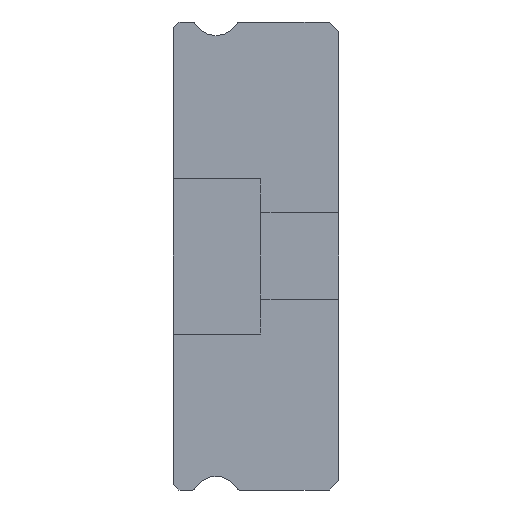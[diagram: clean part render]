
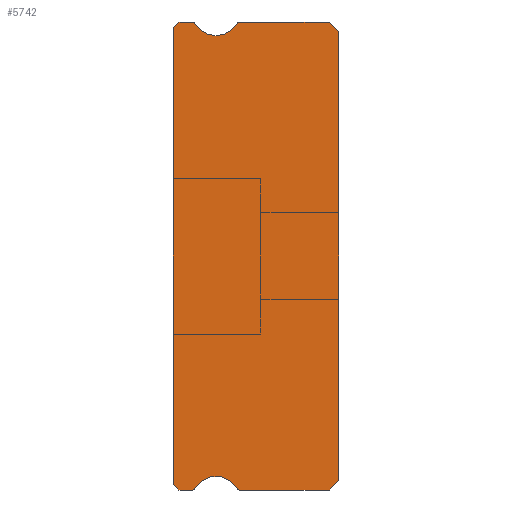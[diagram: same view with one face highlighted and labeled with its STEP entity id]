
A CAD part, left-side view. The second image highlights one B-rep face of the part: STEP entity #5742.
In plain terms, the highlighted planar face has unit normal (-1, 0, 0).
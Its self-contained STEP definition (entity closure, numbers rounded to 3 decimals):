
#6 = EDGE_CURVE ( 'NONE', #2217, #6375, #3576, .T. ) ;
#8 = VERTEX_POINT ( 'NONE', #3088 ) ;
#33 = ORIENTED_EDGE ( 'NONE', *, *, #4820, .F. ) ;
#119 = CARTESIAN_POINT ( 'NONE',  ( -5., 8.2, 12. ) ) ;
#133 = DIRECTION ( 'NONE',  ( 0., 0., 1. ) ) ;
#161 = CARTESIAN_POINT ( 'NONE',  ( -5., 6.3, 12.55 ) ) ;
#199 = CARTESIAN_POINT ( 'NONE',  ( -5., 0., 11.5 ) ) ;
#249 = ORIENTED_EDGE ( 'NONE', *, *, #1042, .F. ) ;
#252 = EDGE_CURVE ( 'NONE', #4377, #1179, #5502, .T. ) ;
#275 = CARTESIAN_POINT ( 'NONE',  ( -5., 0.5, 12. ) ) ;
#276 = VERTEX_POINT ( 'NONE', #2920 ) ;
#416 = CARTESIAN_POINT ( 'NONE',  ( -5., 0.5, 12. ) ) ;
#435 = FACE_OUTER_BOUND ( 'NONE', #1274, .T. ) ;
#462 = CIRCLE ( 'NONE', #4329, 0.15 ) ;
#562 = VERTEX_POINT ( 'NONE', #6313 ) ;
#603 = ORIENTED_EDGE ( 'NONE', *, *, #6, .T. ) ;
#651 = DIRECTION ( 'NONE',  ( 0., 1., 0. ) ) ;
#684 = VERTEX_POINT ( 'NONE', #1794 ) ;
#750 = ORIENTED_EDGE ( 'NONE', *, *, #4268, .T. ) ;
#873 = AXIS2_PLACEMENT_3D ( 'NONE', #2227, #2081, #1187 ) ;
#927 = EDGE_CURVE ( 'NONE', #276, #8, #3300, .T. ) ;
#1042 = EDGE_CURVE ( 'NONE', #684, #4779, #4264, .T. ) ;
#1145 = ORIENTED_EDGE ( 'NONE', *, *, #2716, .T. ) ;
#1179 = VERTEX_POINT ( 'NONE', #4085 ) ;
#1187 = DIRECTION ( 'NONE',  ( 0., 0., -1. ) ) ;
#1189 = DIRECTION ( 'NONE',  ( 0., 0., -1. ) ) ;
#1205 = VERTEX_POINT ( 'NONE', #4153 ) ;
#1274 = EDGE_LOOP ( 'NONE', ( #2138, #1145, #603, #2634, #249, #6763, #33, #4624, #750, #4333, #5498, #6616, #3327, #3478, #6625, #6225, #5638 ) ) ;
#1295 = CARTESIAN_POINT ( 'NONE',  ( -5., 7.383, 11.925 ) ) ;
#1468 = VECTOR ( 'NONE', #133, 1000. ) ;
#1567 = EDGE_CURVE ( 'NONE', #3921, #3436, #6205, .T. ) ;
#1627 = CARTESIAN_POINT ( 'NONE',  ( -5., 5.088, -11.85 ) ) ;
#1672 = VECTOR ( 'NONE', #6129, 1000. ) ;
#1788 = CARTESIAN_POINT ( 'NONE',  ( -5., 7.512, -12. ) ) ;
#1794 = CARTESIAN_POINT ( 'NONE',  ( -5., 5.217, -11.925 ) ) ;
#1801 = CARTESIAN_POINT ( 'NONE',  ( -5., 7.512, 11.85 ) ) ;
#1873 = CARTESIAN_POINT ( 'NONE',  ( -5., 8.5, 11.7 ) ) ;
#2079 = CIRCLE ( 'NONE', #4741, 0.15 ) ;
#2081 = DIRECTION ( 'NONE',  ( -1., 0., 0. ) ) ;
#2088 = CARTESIAN_POINT ( 'NONE',  ( -5., 0., -11.5 ) ) ;
#2138 = ORIENTED_EDGE ( 'NONE', *, *, #6224, .F. ) ;
#2146 = VERTEX_POINT ( 'NONE', #4586 ) ;
#2208 = DIRECTION ( 'NONE',  ( 0., -1., 0. ) ) ;
#2217 = VERTEX_POINT ( 'NONE', #3867 ) ;
#2227 = CARTESIAN_POINT ( 'NONE',  ( -5., 6.3, 12.55 ) ) ;
#2252 = AXIS2_PLACEMENT_3D ( 'NONE', #5183, #3048, #4156 ) ;
#2267 = EDGE_CURVE ( 'NONE', #5643, #276, #6477, .T. ) ;
#2270 = DIRECTION ( 'NONE',  ( -1., 0., 0. ) ) ;
#2294 = CARTESIAN_POINT ( 'NONE',  ( -5., 8.2, -12. ) ) ;
#2367 = DIRECTION ( 'NONE',  ( -1., 0., 0. ) ) ;
#2538 = PLANE ( 'NONE',  #3453 ) ;
#2540 = CARTESIAN_POINT ( 'NONE',  ( -5., 7.512, 12. ) ) ;
#2567 = DIRECTION ( 'NONE',  ( 0., 1., 0. ) ) ;
#2634 = ORIENTED_EDGE ( 'NONE', *, *, #5101, .F. ) ;
#2649 = DIRECTION ( 'NONE',  ( 0., 0., -1. ) ) ;
#2713 = CARTESIAN_POINT ( 'NONE',  ( -5., 5.088, 11.85 ) ) ;
#2716 = EDGE_CURVE ( 'NONE', #1205, #2217, #3885, .T. ) ;
#2725 = CARTESIAN_POINT ( 'NONE',  ( -5., 7.512, 12. ) ) ;
#2920 = CARTESIAN_POINT ( 'NONE',  ( -5., 6.3, 11.3 ) ) ;
#3036 = DIRECTION ( 'NONE',  ( 0., -0.707, -0.707 ) ) ;
#3048 = DIRECTION ( 'NONE',  ( 1., 0., 0. ) ) ;
#3083 = CARTESIAN_POINT ( 'NONE',  ( -5., 8.2, 12. ) ) ;
#3088 = CARTESIAN_POINT ( 'NONE',  ( -5., 5.217, 11.925 ) ) ;
#3126 = VECTOR ( 'NONE', #2567, 1000. ) ;
#3300 = CIRCLE ( 'NONE', #873, 1.25 ) ;
#3327 = ORIENTED_EDGE ( 'NONE', *, *, #927, .F. ) ;
#3371 = VECTOR ( 'NONE', #3645, 1000. ) ;
#3389 = DIRECTION ( 'NONE',  ( 0., 0., 1. ) ) ;
#3421 = VERTEX_POINT ( 'NONE', #119 ) ;
#3436 = VERTEX_POINT ( 'NONE', #4344 ) ;
#3442 = CARTESIAN_POINT ( 'NONE',  ( -5., 6.3, -12.55 ) ) ;
#3453 = AXIS2_PLACEMENT_3D ( 'NONE', #4649, #6784, #6752 ) ;
#3478 = ORIENTED_EDGE ( 'NONE', *, *, #2267, .F. ) ;
#3576 = LINE ( 'NONE', #4127, #3371 ) ;
#3645 = DIRECTION ( 'NONE',  ( 0., -1., 0. ) ) ;
#3677 = DIRECTION ( 'NONE',  ( 1., 0., 0. ) ) ;
#3700 = VECTOR ( 'NONE', #6055, 1000. ) ;
#3814 = DIRECTION ( 'NONE',  ( 0., 0., -1. ) ) ;
#3817 = CARTESIAN_POINT ( 'NONE',  ( -5., 0., -11.5 ) ) ;
#3867 = CARTESIAN_POINT ( 'NONE',  ( -5., 8.2, -12. ) ) ;
#3885 = LINE ( 'NONE', #2294, #5936 ) ;
#3916 = DIRECTION ( 'NONE',  ( 1., 0., 0. ) ) ;
#3921 = VERTEX_POINT ( 'NONE', #275 ) ;
#4029 = CARTESIAN_POINT ( 'NONE',  ( -5., 8.5, 11.7 ) ) ;
#4055 = LINE ( 'NONE', #3083, #3126 ) ;
#4085 = CARTESIAN_POINT ( 'NONE',  ( -5., 0.5, -12. ) ) ;
#4127 = CARTESIAN_POINT ( 'NONE',  ( -5., 7.512, -12. ) ) ;
#4153 = CARTESIAN_POINT ( 'NONE',  ( -5., 8.5, -11.7 ) ) ;
#4156 = DIRECTION ( 'NONE',  ( 0., 0., -1. ) ) ;
#4199 = CARTESIAN_POINT ( 'NONE',  ( -5., 7.383, -11.925 ) ) ;
#4216 = CIRCLE ( 'NONE', #5860, 0.15 ) ;
#4264 = CIRCLE ( 'NONE', #4490, 1.25 ) ;
#4268 = EDGE_CURVE ( 'NONE', #4377, #3436, #5558, .T. ) ;
#4284 = LINE ( 'NONE', #2725, #5427 ) ;
#4323 = LINE ( 'NONE', #6414, #1468 ) ;
#4329 = AXIS2_PLACEMENT_3D ( 'NONE', #1627, #3677, #5355 ) ;
#4333 = ORIENTED_EDGE ( 'NONE', *, *, #1567, .F. ) ;
#4344 = CARTESIAN_POINT ( 'NONE',  ( -5., 0., 11.5 ) ) ;
#4377 = VERTEX_POINT ( 'NONE', #2088 ) ;
#4485 = LINE ( 'NONE', #4029, #1672 ) ;
#4490 = AXIS2_PLACEMENT_3D ( 'NONE', #3442, #2367, #6506 ) ;
#4506 = AXIS2_PLACEMENT_3D ( 'NONE', #161, #2270, #2649 ) ;
#4570 = CIRCLE ( 'NONE', #2252, 0.15 ) ;
#4586 = CARTESIAN_POINT ( 'NONE',  ( -5., 5.088, 12. ) ) ;
#4624 = ORIENTED_EDGE ( 'NONE', *, *, #252, .F. ) ;
#4649 = CARTESIAN_POINT ( 'NONE',  ( -5., 7.512, 11.85 ) ) ;
#4675 = VERTEX_POINT ( 'NONE', #2540 ) ;
#4741 = AXIS2_PLACEMENT_3D ( 'NONE', #2713, #6823, #1189 ) ;
#4779 = VERTEX_POINT ( 'NONE', #4199 ) ;
#4784 = EDGE_CURVE ( 'NONE', #8, #2146, #2079, .T. ) ;
#4820 = EDGE_CURVE ( 'NONE', #1179, #562, #5365, .T. ) ;
#4945 = VERTEX_POINT ( 'NONE', #1873 ) ;
#5101 = EDGE_CURVE ( 'NONE', #4779, #6375, #4570, .T. ) ;
#5103 = EDGE_CURVE ( 'NONE', #4675, #3421, #4055, .T. ) ;
#5183 = CARTESIAN_POINT ( 'NONE',  ( -5., 7.512, -11.85 ) ) ;
#5227 = EDGE_CURVE ( 'NONE', #562, #684, #462, .T. ) ;
#5355 = DIRECTION ( 'NONE',  ( 0., 0., -1. ) ) ;
#5365 = LINE ( 'NONE', #6329, #6610 ) ;
#5399 = EDGE_CURVE ( 'NONE', #4675, #5643, #4216, .T. ) ;
#5426 = DIRECTION ( 'NONE',  ( 0., -0.707, -0.707 ) ) ;
#5427 = VECTOR ( 'NONE', #2208, 1000. ) ;
#5471 = EDGE_CURVE ( 'NONE', #2146, #3921, #4284, .T. ) ;
#5498 = ORIENTED_EDGE ( 'NONE', *, *, #5471, .F. ) ;
#5502 = LINE ( 'NONE', #3817, #3700 ) ;
#5558 = LINE ( 'NONE', #199, #6744 ) ;
#5578 = EDGE_CURVE ( 'NONE', #3421, #4945, #4485, .T. ) ;
#5638 = ORIENTED_EDGE ( 'NONE', *, *, #5578, .T. ) ;
#5643 = VERTEX_POINT ( 'NONE', #1295 ) ;
#5694 = VECTOR ( 'NONE', #3036, 1000. ) ;
#5742 = ADVANCED_FACE ( 'NONE', ( #435 ), #2538, .F. ) ;
#5860 = AXIS2_PLACEMENT_3D ( 'NONE', #1801, #3916, #3814 ) ;
#5936 = VECTOR ( 'NONE', #5426, 1000. ) ;
#6055 = DIRECTION ( 'NONE',  ( 0., 0.707, -0.707 ) ) ;
#6129 = DIRECTION ( 'NONE',  ( 0., 0.707, -0.707 ) ) ;
#6205 = LINE ( 'NONE', #416, #5694 ) ;
#6224 = EDGE_CURVE ( 'NONE', #1205, #4945, #4323, .T. ) ;
#6225 = ORIENTED_EDGE ( 'NONE', *, *, #5103, .T. ) ;
#6313 = CARTESIAN_POINT ( 'NONE',  ( -5., 5.088, -12. ) ) ;
#6329 = CARTESIAN_POINT ( 'NONE',  ( -5., 7.512, -12. ) ) ;
#6375 = VERTEX_POINT ( 'NONE', #1788 ) ;
#6414 = CARTESIAN_POINT ( 'NONE',  ( -5., 8.5, 11.85 ) ) ;
#6477 = CIRCLE ( 'NONE', #4506, 1.25 ) ;
#6506 = DIRECTION ( 'NONE',  ( 0., 0., -1. ) ) ;
#6610 = VECTOR ( 'NONE', #651, 1000. ) ;
#6616 = ORIENTED_EDGE ( 'NONE', *, *, #4784, .F. ) ;
#6625 = ORIENTED_EDGE ( 'NONE', *, *, #5399, .F. ) ;
#6744 = VECTOR ( 'NONE', #3389, 1000. ) ;
#6752 = DIRECTION ( 'NONE',  ( 0., 0., -1. ) ) ;
#6763 = ORIENTED_EDGE ( 'NONE', *, *, #5227, .F. ) ;
#6784 = DIRECTION ( 'NONE',  ( 1., 0., 0. ) ) ;
#6823 = DIRECTION ( 'NONE',  ( 1., 0., 0. ) ) ;
